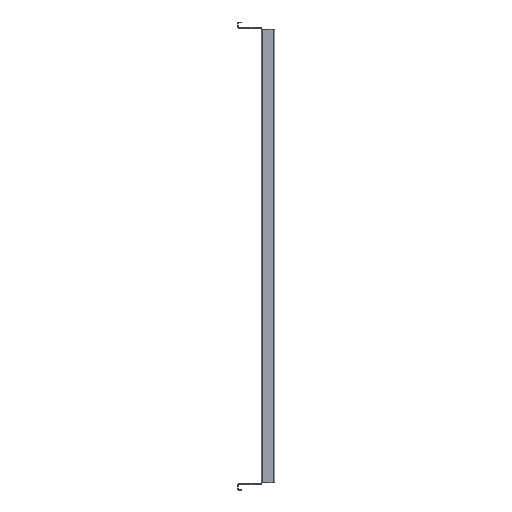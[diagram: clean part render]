
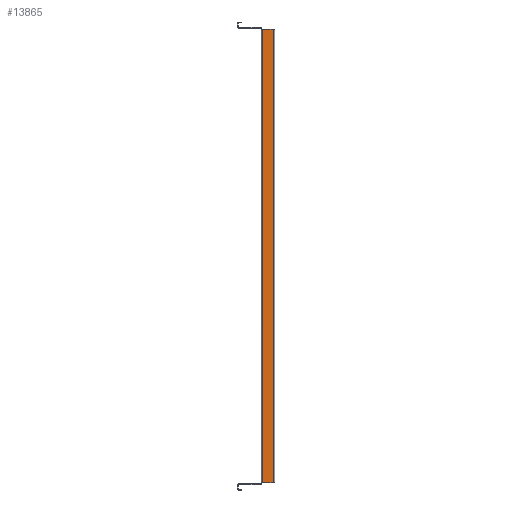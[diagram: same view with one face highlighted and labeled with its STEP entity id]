
A CAD part, left-side view. The second image highlights one B-rep face of the part: STEP entity #13865.
In plain terms, the highlighted planar face has unit normal (-1, 0, 0).
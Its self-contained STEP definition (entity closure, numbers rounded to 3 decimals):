
#209 = ORIENTED_EDGE ( 'NONE', *, *, #21653, .T. ) ;
#639 = DIRECTION ( 'NONE',  ( 0., -1., 0. ) ) ;
#1676 = LINE ( 'NONE', #20900, #20118 ) ;
#2253 = VECTOR ( 'NONE', #10606, 1000. ) ;
#2562 = VERTEX_POINT ( 'NONE', #4898 ) ;
#2702 = LINE ( 'NONE', #9690, #21314 ) ;
#4898 = CARTESIAN_POINT ( 'NONE',  ( -230., -4., 543. ) ) ;
#5080 = LINE ( 'NONE', #17115, #11981 ) ;
#5963 = VERTEX_POINT ( 'NONE', #10789 ) ;
#7856 = ORIENTED_EDGE ( 'NONE', *, *, #19404, .T. ) ;
#8085 = CARTESIAN_POINT ( 'NONE',  ( -230., -4., -543. ) ) ;
#9690 = CARTESIAN_POINT ( 'NONE',  ( -230., 0., -543. ) ) ;
#10606 = DIRECTION ( 'NONE',  ( 0., 0., 1. ) ) ;
#10751 = DIRECTION ( 'NONE',  ( -1., 0., 0. ) ) ;
#10789 = CARTESIAN_POINT ( 'NONE',  ( -230., -29., 543. ) ) ;
#11463 = VERTEX_POINT ( 'NONE', #15227 ) ;
#11950 = DIRECTION ( 'NONE',  ( 0., 0., -1. ) ) ;
#11981 = VECTOR ( 'NONE', #11950, 1000. ) ;
#12437 = PLANE ( 'NONE',  #21983 ) ;
#13718 = DIRECTION ( 'NONE',  ( 0., 1., 0. ) ) ;
#13865 = ADVANCED_FACE ( 'NONE', ( #15932 ), #12437, .T. ) ;
#14028 = CARTESIAN_POINT ( 'NONE',  ( -230., 0., 0. ) ) ;
#14099 = CARTESIAN_POINT ( 'NONE',  ( -230., -29., -543. ) ) ;
#15227 = CARTESIAN_POINT ( 'NONE',  ( -230., -29., -543. ) ) ;
#15313 = ORIENTED_EDGE ( 'NONE', *, *, #21439, .T. ) ;
#15484 = ORIENTED_EDGE ( 'NONE', *, *, #21126, .T. ) ;
#15932 = FACE_OUTER_BOUND ( 'NONE', #18363, .T. ) ;
#17115 = CARTESIAN_POINT ( 'NONE',  ( -230., -4., 0. ) ) ;
#17688 = LINE ( 'NONE', #14099, #2253 ) ;
#18363 = EDGE_LOOP ( 'NONE', ( #209, #15484, #7856, #15313 ) ) ;
#19404 = EDGE_CURVE ( 'NONE', #5963, #2562, #1676, .T. ) ;
#20118 = VECTOR ( 'NONE', #13718, 1000. ) ;
#20900 = CARTESIAN_POINT ( 'NONE',  ( -230., 0., 543. ) ) ;
#21126 = EDGE_CURVE ( 'NONE', #11463, #5963, #17688, .T. ) ;
#21314 = VECTOR ( 'NONE', #21713, 1000. ) ;
#21439 = EDGE_CURVE ( 'NONE', #2562, #22106, #5080, .T. ) ;
#21653 = EDGE_CURVE ( 'NONE', #22106, #11463, #2702, .T. ) ;
#21713 = DIRECTION ( 'NONE',  ( 0., -1., 0. ) ) ;
#21983 = AXIS2_PLACEMENT_3D ( 'NONE', #14028, #10751, #639 ) ;
#22106 = VERTEX_POINT ( 'NONE', #8085 ) ;
